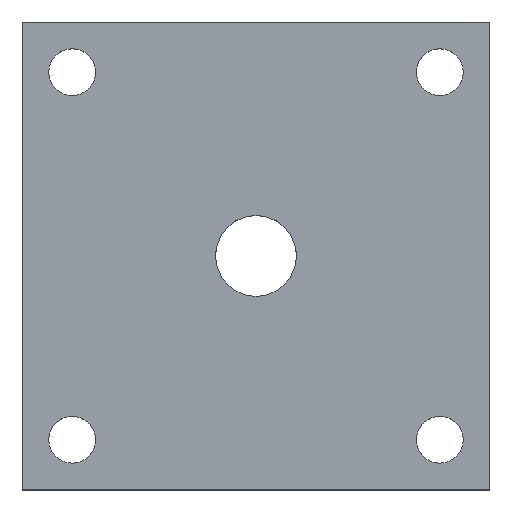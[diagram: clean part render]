
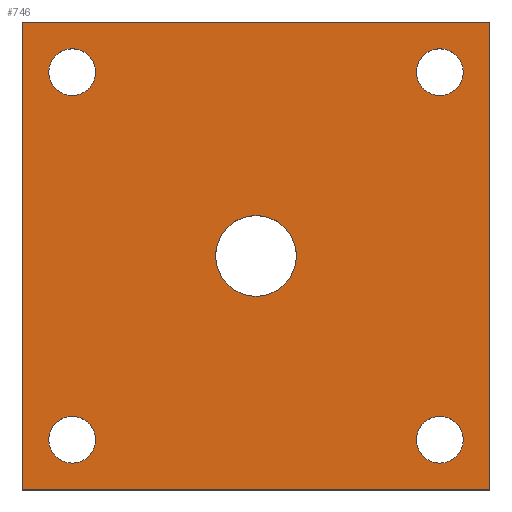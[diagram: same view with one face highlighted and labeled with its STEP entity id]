
A CAD part, top view. The second image highlights one B-rep face of the part: STEP entity #746.
In plain terms, the highlighted planar face has unit normal (0, 0, 1).
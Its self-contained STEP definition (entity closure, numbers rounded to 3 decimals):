
#4 = AXIS2_PLACEMENT_3D ( 'NONE', #833, #415, #65 ) ;
#11 = VERTEX_POINT ( 'NONE', #133 ) ;
#15 = CARTESIAN_POINT ( 'NONE',  ( 30., -30., 10. ) ) ;
#22 = ORIENTED_EDGE ( 'NONE', *, *, #328, .T. ) ;
#36 = ORIENTED_EDGE ( 'NONE', *, *, #379, .T. ) ;
#44 = DIRECTION ( 'NONE',  ( 0., 0., -1. ) ) ;
#48 = AXIS2_PLACEMENT_3D ( 'NONE', #618, #404, #759 ) ;
#49 = EDGE_LOOP ( 'NONE', ( #677, #36 ) ) ;
#53 = CARTESIAN_POINT ( 'NONE',  ( 0., 0., 10. ) ) ;
#57 = ORIENTED_EDGE ( 'NONE', *, *, #520, .T. ) ;
#63 = EDGE_CURVE ( 'NONE', #114, #199, #103, .T. ) ;
#65 = DIRECTION ( 'NONE',  ( -1., 0., 0. ) ) ;
#76 = CARTESIAN_POINT ( 'NONE',  ( -26.57, 23.57, 10. ) ) ;
#77 = CIRCLE ( 'NONE', #351, 5.175 ) ;
#84 = DIRECTION ( 'NONE',  ( 0., 0., -1. ) ) ;
#85 = PLANE ( 'NONE',  #660 ) ;
#87 = CARTESIAN_POINT ( 'NONE',  ( 0., 0., 10. ) ) ;
#91 = VERTEX_POINT ( 'NONE', #76 ) ;
#101 = DIRECTION ( 'NONE',  ( 1., 0., 0. ) ) ;
#103 = LINE ( 'NONE', #564, #810 ) ;
#114 = VERTEX_POINT ( 'NONE', #139 ) ;
#116 = VERTEX_POINT ( 'NONE', #857 ) ;
#119 = DIRECTION ( 'NONE',  ( -1., 0., 0. ) ) ;
#123 = CIRCLE ( 'NONE', #246, 3. ) ;
#129 = AXIS2_PLACEMENT_3D ( 'NONE', #528, #308, #519 ) ;
#133 = CARTESIAN_POINT ( 'NONE',  ( 26.57, 23.57, 10. ) ) ;
#139 = CARTESIAN_POINT ( 'NONE',  ( 30., 30., 10. ) ) ;
#149 = DIRECTION ( 'NONE',  ( -1., 0., 0. ) ) ;
#154 = ORIENTED_EDGE ( 'NONE', *, *, #830, .T. ) ;
#161 = CIRCLE ( 'NONE', #4, 3. ) ;
#173 = DIRECTION ( 'NONE',  ( -1., 0., 0. ) ) ;
#177 = CARTESIAN_POINT ( 'NONE',  ( -20.57, -23.57, 10. ) ) ;
#189 = DIRECTION ( 'NONE',  ( 0., 0., -1. ) ) ;
#195 = EDGE_CURVE ( 'NONE', #886, #114, #901, .T. ) ;
#199 = VERTEX_POINT ( 'NONE', #581 ) ;
#218 = CARTESIAN_POINT ( 'NONE',  ( 23.57, 23.57, 10. ) ) ;
#220 = AXIS2_PLACEMENT_3D ( 'NONE', #380, #882, #173 ) ;
#228 = EDGE_CURVE ( 'NONE', #91, #116, #894, .T. ) ;
#232 = EDGE_LOOP ( 'NONE', ( #397, #642, #315, #596 ) ) ;
#246 = AXIS2_PLACEMENT_3D ( 'NONE', #218, #644, #349 ) ;
#255 = VERTEX_POINT ( 'NONE', #655 ) ;
#291 = CIRCLE ( 'NONE', #453, 5.175 ) ;
#292 = AXIS2_PLACEMENT_3D ( 'NONE', #602, #468, #119 ) ;
#304 = CARTESIAN_POINT ( 'NONE',  ( -5.175, 0., 10. ) ) ;
#308 = DIRECTION ( 'NONE',  ( 0., 0., -1. ) ) ;
#309 = EDGE_CURVE ( 'NONE', #116, #91, #750, .T. ) ;
#311 = FACE_BOUND ( 'NONE', #721, .T. ) ;
#312 = VECTOR ( 'NONE', #359, 1000. ) ;
#315 = ORIENTED_EDGE ( 'NONE', *, *, #195, .T. ) ;
#328 = EDGE_CURVE ( 'NONE', #884, #731, #493, .T. ) ;
#341 = AXIS2_PLACEMENT_3D ( 'NONE', #822, #831, #470 ) ;
#349 = DIRECTION ( 'NONE',  ( -1., 0., 0. ) ) ;
#351 = AXIS2_PLACEMENT_3D ( 'NONE', #732, #44, #609 ) ;
#355 = EDGE_CURVE ( 'NONE', #255, #886, #775, .T. ) ;
#359 = DIRECTION ( 'NONE',  ( 0., 1., 0. ) ) ;
#379 = EDGE_CURVE ( 'NONE', #792, #423, #77, .T. ) ;
#380 = CARTESIAN_POINT ( 'NONE',  ( -23.57, -23.57, 10. ) ) ;
#395 = DIRECTION ( 'NONE',  ( -1., 0., 0. ) ) ;
#397 = ORIENTED_EDGE ( 'NONE', *, *, #549, .T. ) ;
#404 = DIRECTION ( 'NONE',  ( 0., 0., -1. ) ) ;
#409 = AXIS2_PLACEMENT_3D ( 'NONE', #440, #84, #149 ) ;
#410 = VERTEX_POINT ( 'NONE', #522 ) ;
#415 = DIRECTION ( 'NONE',  ( 0., 0., -1. ) ) ;
#423 = VERTEX_POINT ( 'NONE', #304 ) ;
#431 = LINE ( 'NONE', #909, #661 ) ;
#439 = CARTESIAN_POINT ( 'NONE',  ( -26.57, -23.57, 10. ) ) ;
#440 = CARTESIAN_POINT ( 'NONE',  ( -23.57, 23.57, 10. ) ) ;
#442 = CIRCLE ( 'NONE', #48, 3. ) ;
#451 = EDGE_CURVE ( 'NONE', #423, #792, #291, .T. ) ;
#453 = AXIS2_PLACEMENT_3D ( 'NONE', #53, #189, #395 ) ;
#454 = VECTOR ( 'NONE', #101, 1000. ) ;
#458 = EDGE_LOOP ( 'NONE', ( #916, #57 ) ) ;
#462 = FACE_BOUND ( 'NONE', #458, .T. ) ;
#468 = DIRECTION ( 'NONE',  ( 0., 0., -1. ) ) ;
#470 = DIRECTION ( 'NONE',  ( -1., 0., 0. ) ) ;
#479 = EDGE_CURVE ( 'NONE', #11, #553, #828, .T. ) ;
#490 = DIRECTION ( 'NONE',  ( -1., 0., 0. ) ) ;
#493 = CIRCLE ( 'NONE', #220, 3. ) ;
#496 = ORIENTED_EDGE ( 'NONE', *, *, #228, .T. ) ;
#505 = ORIENTED_EDGE ( 'NONE', *, *, #309, .T. ) ;
#509 = DIRECTION ( 'NONE',  ( 1., 0., 0. ) ) ;
#519 = DIRECTION ( 'NONE',  ( -1., 0., 0. ) ) ;
#520 = EDGE_CURVE ( 'NONE', #410, #800, #161, .T. ) ;
#522 = CARTESIAN_POINT ( 'NONE',  ( 26.57, -23.57, 10. ) ) ;
#528 = CARTESIAN_POINT ( 'NONE',  ( -23.57, 23.57, 10. ) ) ;
#549 = EDGE_CURVE ( 'NONE', #199, #255, #431, .T. ) ;
#553 = VERTEX_POINT ( 'NONE', #696 ) ;
#556 = CIRCLE ( 'NONE', #341, 3. ) ;
#564 = CARTESIAN_POINT ( 'NONE',  ( 30., 30., 10. ) ) ;
#568 = FACE_BOUND ( 'NONE', #700, .T. ) ;
#573 = EDGE_LOOP ( 'NONE', ( #496, #505 ) ) ;
#574 = DIRECTION ( 'NONE',  ( 0., 0., 1. ) ) ;
#580 = FACE_BOUND ( 'NONE', #49, .T. ) ;
#581 = CARTESIAN_POINT ( 'NONE',  ( -30., 30., 10. ) ) ;
#594 = ORIENTED_EDGE ( 'NONE', *, *, #621, .T. ) ;
#596 = ORIENTED_EDGE ( 'NONE', *, *, #63, .T. ) ;
#602 = CARTESIAN_POINT ( 'NONE',  ( 23.57, 23.57, 10. ) ) ;
#609 = DIRECTION ( 'NONE',  ( -1., 0., 0. ) ) ;
#618 = CARTESIAN_POINT ( 'NONE',  ( 23.57, -23.57, 10. ) ) ;
#621 = EDGE_CURVE ( 'NONE', #553, #11, #123, .T. ) ;
#642 = ORIENTED_EDGE ( 'NONE', *, *, #355, .T. ) ;
#644 = DIRECTION ( 'NONE',  ( 0., 0., -1. ) ) ;
#655 = CARTESIAN_POINT ( 'NONE',  ( -30., -30., 10. ) ) ;
#660 = AXIS2_PLACEMENT_3D ( 'NONE', #87, #574, #509 ) ;
#661 = VECTOR ( 'NONE', #692, 1000. ) ;
#669 = CARTESIAN_POINT ( 'NONE',  ( 20.57, -23.57, 10. ) ) ;
#674 = FACE_BOUND ( 'NONE', #573, .T. ) ;
#677 = ORIENTED_EDGE ( 'NONE', *, *, #451, .T. ) ;
#692 = DIRECTION ( 'NONE',  ( 0., -1., 0. ) ) ;
#696 = CARTESIAN_POINT ( 'NONE',  ( 20.57, 23.57, 10. ) ) ;
#700 = EDGE_LOOP ( 'NONE', ( #154, #22 ) ) ;
#721 = EDGE_LOOP ( 'NONE', ( #594, #885 ) ) ;
#723 = CARTESIAN_POINT ( 'NONE',  ( 5.175, 0., 10. ) ) ;
#731 = VERTEX_POINT ( 'NONE', #439 ) ;
#732 = CARTESIAN_POINT ( 'NONE',  ( 0., 0., 10. ) ) ;
#735 = CARTESIAN_POINT ( 'NONE',  ( 30., -30., 10. ) ) ;
#746 = ADVANCED_FACE ( 'NONE', ( #568, #674, #580, #462, #311, #900 ), #85, .T. ) ;
#750 = CIRCLE ( 'NONE', #129, 3. ) ;
#759 = DIRECTION ( 'NONE',  ( -1., 0., 0. ) ) ;
#775 = LINE ( 'NONE', #735, #454 ) ;
#792 = VERTEX_POINT ( 'NONE', #723 ) ;
#800 = VERTEX_POINT ( 'NONE', #669 ) ;
#810 = VECTOR ( 'NONE', #490, 1000. ) ;
#822 = CARTESIAN_POINT ( 'NONE',  ( -23.57, -23.57, 10. ) ) ;
#828 = CIRCLE ( 'NONE', #292, 3. ) ;
#830 = EDGE_CURVE ( 'NONE', #731, #884, #556, .T. ) ;
#831 = DIRECTION ( 'NONE',  ( 0., 0., -1. ) ) ;
#833 = CARTESIAN_POINT ( 'NONE',  ( 23.57, -23.57, 10. ) ) ;
#857 = CARTESIAN_POINT ( 'NONE',  ( -20.57, 23.57, 10. ) ) ;
#858 = EDGE_CURVE ( 'NONE', #800, #410, #442, .T. ) ;
#882 = DIRECTION ( 'NONE',  ( 0., 0., -1. ) ) ;
#884 = VERTEX_POINT ( 'NONE', #177 ) ;
#885 = ORIENTED_EDGE ( 'NONE', *, *, #479, .T. ) ;
#886 = VERTEX_POINT ( 'NONE', #898 ) ;
#894 = CIRCLE ( 'NONE', #409, 3. ) ;
#898 = CARTESIAN_POINT ( 'NONE',  ( 30., -30., 10. ) ) ;
#900 = FACE_OUTER_BOUND ( 'NONE', #232, .T. ) ;
#901 = LINE ( 'NONE', #15, #312 ) ;
#909 = CARTESIAN_POINT ( 'NONE',  ( -30., -30., 10. ) ) ;
#916 = ORIENTED_EDGE ( 'NONE', *, *, #858, .T. ) ;
